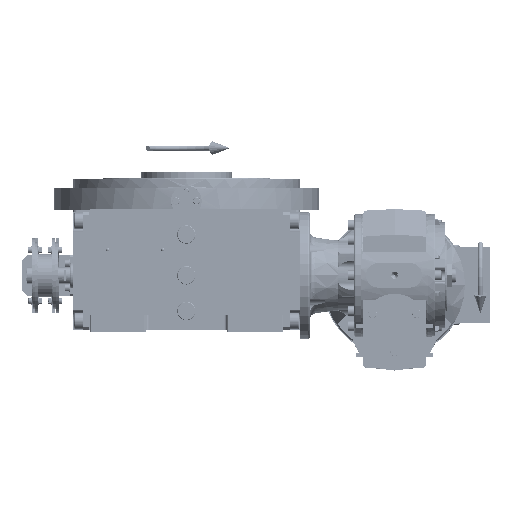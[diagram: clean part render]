
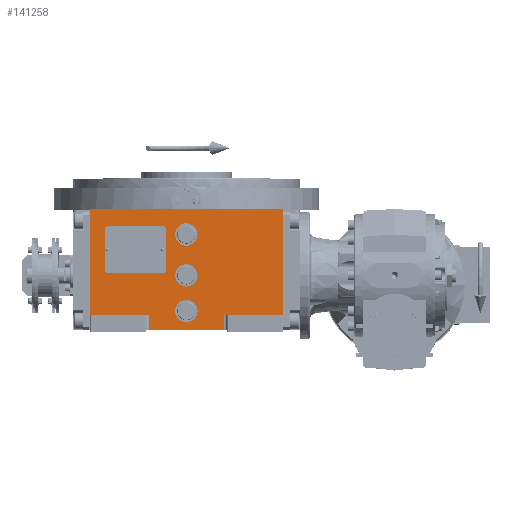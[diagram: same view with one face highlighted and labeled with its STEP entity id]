
A CAD part, top view. The second image highlights one B-rep face of the part: STEP entity #141258.
In plain terms, the highlighted planar face has unit normal (0, 0, 1).
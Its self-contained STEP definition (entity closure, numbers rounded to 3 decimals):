
#830 = CARTESIAN_POINT ( 'NONE',  ( -11., -35., 163.5 ) ) ;
#1828 = DIRECTION ( 'NONE',  ( 1., 0., 0. ) ) ;
#2906 = LINE ( 'NONE', #4629, #66848 ) ;
#3259 = CARTESIAN_POINT ( 'NONE',  ( 0., -35., 163.5 ) ) ;
#4629 = CARTESIAN_POINT ( 'NONE',  ( -37., -53.5, 163.5 ) ) ;
#5138 = ORIENTED_EDGE ( 'NONE', *, *, #160163, .T. ) ;
#7309 = FACE_BOUND ( 'NONE', #115925, .T. ) ;
#8995 = CARTESIAN_POINT ( 'NONE',  ( -94.5, -53.5, 163.5 ) ) ;
#9417 = DIRECTION ( 'NONE',  ( -1., 0., 0. ) ) ;
#11272 = CIRCLE ( 'NONE', #38764, 11. ) ;
#11309 = EDGE_CURVE ( 'NONE', #48136, #153437, #70946, .T. ) ;
#15572 = CARTESIAN_POINT ( 'NONE',  ( -94.5, 64.5, 163.5 ) ) ;
#16364 = VECTOR ( 'NONE', #104465, 1000. ) ;
#16981 = CIRCLE ( 'NONE', #36167, 11. ) ;
#18130 = VECTOR ( 'NONE', #95940, 1000. ) ;
#19508 = VERTEX_POINT ( 'NONE', #110255 ) ;
#19954 = CARTESIAN_POINT ( 'NONE',  ( 37., -53.5, 163.5 ) ) ;
#20024 = EDGE_LOOP ( 'NONE', ( #114418, #44882 ) ) ;
#25725 = AXIS2_PLACEMENT_3D ( 'NONE', #3259, #81547, #149635 ) ;
#28280 = DIRECTION ( 'NONE',  ( 1., 0., 0. ) ) ;
#29558 = DIRECTION ( 'NONE',  ( 1., 0., 0. ) ) ;
#32113 = EDGE_CURVE ( 'NONE', #95272, #42131, #16981, .T. ) ;
#33237 = LINE ( 'NONE', #125438, #158964 ) ;
#33544 = ORIENTED_EDGE ( 'NONE', *, *, #80654, .F. ) ;
#36167 = AXIS2_PLACEMENT_3D ( 'NONE', #59242, #111794, #46356 ) ;
#37158 = CARTESIAN_POINT ( 'NONE',  ( -94.5, 64.5, 163.5 ) ) ;
#37513 = CIRCLE ( 'NONE', #48605, 11. ) ;
#38669 = DIRECTION ( 'NONE',  ( -1., 0., 0. ) ) ;
#38764 = AXIS2_PLACEMENT_3D ( 'NONE', #62541, #151365, #165170 ) ;
#39008 = CARTESIAN_POINT ( 'NONE',  ( -37., -53.5, 163.5 ) ) ;
#40044 = VERTEX_POINT ( 'NONE', #37158 ) ;
#40278 = ORIENTED_EDGE ( 'NONE', *, *, #11309, .F. ) ;
#41671 = EDGE_CURVE ( 'NONE', #19508, #83517, #124746, .T. ) ;
#42131 = VERTEX_POINT ( 'NONE', #163330 ) ;
#44882 = ORIENTED_EDGE ( 'NONE', *, *, #108098, .F. ) ;
#46356 = DIRECTION ( 'NONE',  ( 1., 0., 0. ) ) ;
#48136 = VERTEX_POINT ( 'NONE', #141653 ) ;
#48605 = AXIS2_PLACEMENT_3D ( 'NONE', #77343, #74813, #9417 ) ;
#48655 = EDGE_CURVE ( 'NONE', #40044, #158006, #133597, .T. ) ;
#51715 = ORIENTED_EDGE ( 'NONE', *, *, #77089, .T. ) ;
#51979 = AXIS2_PLACEMENT_3D ( 'NONE', #8995, #152811, #124423 ) ;
#59242 = CARTESIAN_POINT ( 'NONE',  ( 0., 40., 163.5 ) ) ;
#59751 = FACE_BOUND ( 'NONE', #20024, .T. ) ;
#59814 = DIRECTION ( 'NONE',  ( 0., 0., 1. ) ) ;
#59833 = EDGE_CURVE ( 'NONE', #48136, #129649, #118711, .T. ) ;
#61370 = CARTESIAN_POINT ( 'NONE',  ( -37., -53.5, 163.5 ) ) ;
#62159 = VERTEX_POINT ( 'NONE', #160679 ) ;
#62541 = CARTESIAN_POINT ( 'NONE',  ( 0., 0., 163.5 ) ) ;
#62673 = CIRCLE ( 'NONE', #87526, 11. ) ;
#66848 = VECTOR ( 'NONE', #29558, 1000. ) ;
#68661 = CARTESIAN_POINT ( 'NONE',  ( 94.5, 64.5, 163.5 ) ) ;
#70946 = LINE ( 'NONE', #149392, #18130 ) ;
#74389 = FACE_BOUND ( 'NONE', #92718, .T. ) ;
#74759 = ORIENTED_EDGE ( 'NONE', *, *, #48655, .F. ) ;
#74813 = DIRECTION ( 'NONE',  ( 0., 0., 1. ) ) ;
#77089 = EDGE_CURVE ( 'NONE', #129649, #158006, #33237, .T. ) ;
#77343 = CARTESIAN_POINT ( 'NONE',  ( 0., -35., 163.5 ) ) ;
#80654 = EDGE_CURVE ( 'NONE', #92930, #62159, #11272, .T. ) ;
#81547 = DIRECTION ( 'NONE',  ( 0., 0., 1. ) ) ;
#83517 = VERTEX_POINT ( 'NONE', #99499 ) ;
#87526 = AXIS2_PLACEMENT_3D ( 'NONE', #151181, #59814, #112362 ) ;
#88576 = VECTOR ( 'NONE', #28280, 1000. ) ;
#90095 = EDGE_LOOP ( 'NONE', ( #5138, #40278, #111369, #51715, #74759, #136955, #108696, #150752 ) ) ;
#91478 = EDGE_CURVE ( 'NONE', #62159, #92930, #62673, .T. ) ;
#91981 = CARTESIAN_POINT ( 'NONE',  ( 37., -38.5, 163.5 ) ) ;
#92718 = EDGE_LOOP ( 'NONE', ( #98321, #165779 ) ) ;
#92930 = VERTEX_POINT ( 'NONE', #103302 ) ;
#95272 = VERTEX_POINT ( 'NONE', #162319 ) ;
#95940 = DIRECTION ( 'NONE',  ( 0., -1., 0. ) ) ;
#98321 = ORIENTED_EDGE ( 'NONE', *, *, #32113, .F. ) ;
#98895 = EDGE_CURVE ( 'NONE', #42131, #95272, #141823, .T. ) ;
#99499 = CARTESIAN_POINT ( 'NONE',  ( -37., -38.5, 163.5 ) ) ;
#103302 = CARTESIAN_POINT ( 'NONE',  ( 11., 0., 163.5 ) ) ;
#104465 = DIRECTION ( 'NONE',  ( 0., 1., 0. ) ) ;
#106409 = VERTEX_POINT ( 'NONE', #153503 ) ;
#106663 = DIRECTION ( 'NONE',  ( 0., 0., 1. ) ) ;
#106763 = LINE ( 'NONE', #145605, #110538 ) ;
#108098 = EDGE_CURVE ( 'NONE', #147729, #106409, #37513, .T. ) ;
#108696 = ORIENTED_EDGE ( 'NONE', *, *, #41671, .T. ) ;
#110255 = CARTESIAN_POINT ( 'NONE',  ( -94.5, -38.5, 163.5 ) ) ;
#110538 = VECTOR ( 'NONE', #117167, 1000. ) ;
#111369 = ORIENTED_EDGE ( 'NONE', *, *, #59833, .T. ) ;
#111425 = FACE_OUTER_BOUND ( 'NONE', #90095, .T. ) ;
#111794 = DIRECTION ( 'NONE',  ( 0., 0., 1. ) ) ;
#112295 = PLANE ( 'NONE',  #51979 ) ;
#112362 = DIRECTION ( 'NONE',  ( -1., 0., 0. ) ) ;
#114418 = ORIENTED_EDGE ( 'NONE', *, *, #133786, .F. ) ;
#115925 = EDGE_LOOP ( 'NONE', ( #33544, #135968 ) ) ;
#117167 = DIRECTION ( 'NONE',  ( 0., 1., 0. ) ) ;
#118711 = LINE ( 'NONE', #91981, #88576 ) ;
#120466 = CARTESIAN_POINT ( 'NONE',  ( 0., 40., 163.5 ) ) ;
#122039 = CIRCLE ( 'NONE', #25725, 11. ) ;
#123850 = VERTEX_POINT ( 'NONE', #61370 ) ;
#124423 = DIRECTION ( 'NONE',  ( 1., 0., 0. ) ) ;
#124746 = LINE ( 'NONE', #165253, #155776 ) ;
#125438 = CARTESIAN_POINT ( 'NONE',  ( 94.5, -38.5, 163.5 ) ) ;
#127967 = DIRECTION ( 'NONE',  ( 0., 1., 0. ) ) ;
#129649 = VERTEX_POINT ( 'NONE', #154598 ) ;
#133597 = LINE ( 'NONE', #15572, #134067 ) ;
#133786 = EDGE_CURVE ( 'NONE', #106409, #147729, #122039, .T. ) ;
#134067 = VECTOR ( 'NONE', #1828, 1000. ) ;
#135968 = ORIENTED_EDGE ( 'NONE', *, *, #91478, .F. ) ;
#136955 = ORIENTED_EDGE ( 'NONE', *, *, #157455, .F. ) ;
#141258 = ADVANCED_FACE ( 'NONE', ( #7309, #59751, #74389, #111425 ), #112295, .T. ) ;
#141653 = CARTESIAN_POINT ( 'NONE',  ( 37., -38.5, 163.5 ) ) ;
#141823 = CIRCLE ( 'NONE', #166693, 11. ) ;
#143318 = LINE ( 'NONE', #39008, #16364 ) ;
#145605 = CARTESIAN_POINT ( 'NONE',  ( -94.5, -38.5, 163.5 ) ) ;
#147729 = VERTEX_POINT ( 'NONE', #830 ) ;
#149392 = CARTESIAN_POINT ( 'NONE',  ( 37., -38.5, 163.5 ) ) ;
#149635 = DIRECTION ( 'NONE',  ( 1., 0., 0. ) ) ;
#150752 = ORIENTED_EDGE ( 'NONE', *, *, #151706, .F. ) ;
#151181 = CARTESIAN_POINT ( 'NONE',  ( 0., 0., 163.5 ) ) ;
#151365 = DIRECTION ( 'NONE',  ( 0., 0., 1. ) ) ;
#151706 = EDGE_CURVE ( 'NONE', #123850, #83517, #143318, .T. ) ;
#152811 = DIRECTION ( 'NONE',  ( 0., 0., 1. ) ) ;
#153437 = VERTEX_POINT ( 'NONE', #19954 ) ;
#153503 = CARTESIAN_POINT ( 'NONE',  ( 11., -35., 163.5 ) ) ;
#154598 = CARTESIAN_POINT ( 'NONE',  ( 94.5, -38.5, 163.5 ) ) ;
#154841 = DIRECTION ( 'NONE',  ( 1., 0., 0. ) ) ;
#155776 = VECTOR ( 'NONE', #154841, 1000. ) ;
#157455 = EDGE_CURVE ( 'NONE', #19508, #40044, #106763, .T. ) ;
#158006 = VERTEX_POINT ( 'NONE', #68661 ) ;
#158964 = VECTOR ( 'NONE', #127967, 1000. ) ;
#160163 = EDGE_CURVE ( 'NONE', #123850, #153437, #2906, .T. ) ;
#160679 = CARTESIAN_POINT ( 'NONE',  ( -11., 0., 163.5 ) ) ;
#162319 = CARTESIAN_POINT ( 'NONE',  ( 11., 40., 163.5 ) ) ;
#163330 = CARTESIAN_POINT ( 'NONE',  ( -11., 40., 163.5 ) ) ;
#165170 = DIRECTION ( 'NONE',  ( 1., 0., 0. ) ) ;
#165253 = CARTESIAN_POINT ( 'NONE',  ( -94.5, -38.5, 163.5 ) ) ;
#165779 = ORIENTED_EDGE ( 'NONE', *, *, #98895, .F. ) ;
#166693 = AXIS2_PLACEMENT_3D ( 'NONE', #120466, #106663, #38669 ) ;
